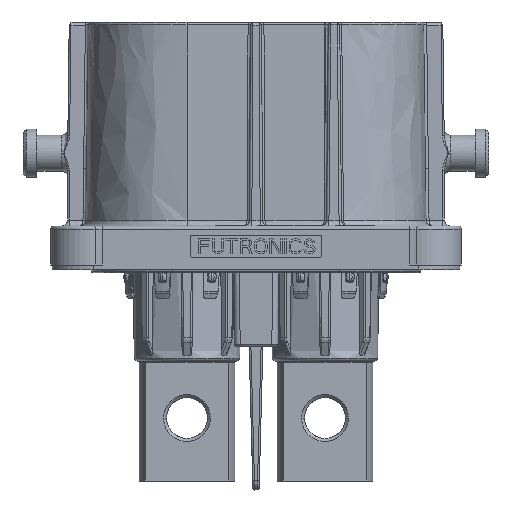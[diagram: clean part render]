
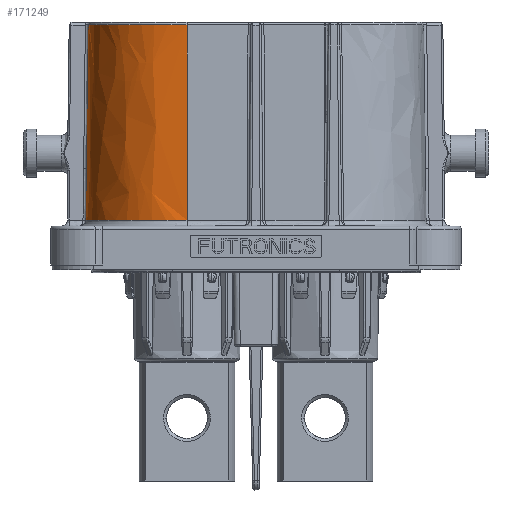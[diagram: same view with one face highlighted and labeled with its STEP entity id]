
A CAD part, left-side view. The second image highlights one B-rep face of the part: STEP entity #171249.
In plain terms, the highlighted free-form (B-spline) face has degree [2, 1] with [3, 2] control points.
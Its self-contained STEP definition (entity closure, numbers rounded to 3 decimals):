
#166518 = VERTEX_POINT('',#166519);
#166519 = CARTESIAN_POINT('',(-3.636,28.221,
    37.121));
#166539 = EDGE_CURVE('',#166518,#166540,#166542,.T.);
#166540 = VERTEX_POINT('',#166541);
#166541 = CARTESIAN_POINT('',(-20.242,11.615,
    37.121));
#166542 = ( BOUNDED_CURVE() B_SPLINE_CURVE(2,(#166543,#166544,#166545),
.UNSPECIFIED.,.F.,.F.) B_SPLINE_CURVE_WITH_KNOTS((3,3),(0.,
1.571),.PIECEWISE_BEZIER_KNOTS.) CURVE() 
GEOMETRIC_REPRESENTATION_ITEM() RATIONAL_B_SPLINE_CURVE((1.,
0.707,1.)) REPRESENTATION_ITEM('') );
#166543 = CARTESIAN_POINT('',(-3.636,28.221,
    37.121));
#166544 = CARTESIAN_POINT('',(-20.242,28.221,
    37.121));
#166545 = CARTESIAN_POINT('',(-20.242,11.615,
    37.121));
#169503 = EDGE_CURVE('',#169504,#166540,#169506,.T.);
#169504 = VERTEX_POINT('',#169505);
#169505 = CARTESIAN_POINT('',(-20.643,11.615,
    4.28));
#169506 = B_SPLINE_CURVE_WITH_KNOTS('',1,(#169507,#169508),
  .UNSPECIFIED.,.F.,.F.,(2,2),(0.,32.517),
  .PIECEWISE_BEZIER_KNOTS.);
#169507 = CARTESIAN_POINT('',(-20.643,11.615,
    4.28));
#169508 = CARTESIAN_POINT('',(-20.242,11.615,
    37.121));
#171218 = EDGE_CURVE('',#171219,#169504,#171221,.T.);
#171219 = VERTEX_POINT('',#171220);
#171220 = CARTESIAN_POINT('',(-3.68,28.622,
    4.28));
#171221 = ( BOUNDED_CURVE() B_SPLINE_CURVE(2,(#171222,#171223,#171224),
.UNSPECIFIED.,.F.,.F.) B_SPLINE_CURVE_WITH_KNOTS((3,3),(0.,
1.568),.PIECEWISE_BEZIER_KNOTS.) CURVE() 
GEOMETRIC_REPRESENTATION_ITEM() RATIONAL_B_SPLINE_CURVE((1.,
0.708,1.)) REPRESENTATION_ITEM('') );
#171222 = CARTESIAN_POINT('',(-3.68,28.622,
    4.28));
#171223 = CARTESIAN_POINT('',(-20.643,28.579,
    4.28));
#171224 = CARTESIAN_POINT('',(-20.643,11.615,
    4.28));
#171249 = ADVANCED_FACE('',(#171250),#171271,.T.);
#171250 = FACE_BOUND('',#171251,.T.);
#171251 = EDGE_LOOP('',(#171252,#171253,#171254,#171261,#171270));
#171252 = ORIENTED_EDGE('',*,*,#169503,.T.);
#171253 = ORIENTED_EDGE('',*,*,#166539,.F.);
#171254 = ORIENTED_EDGE('',*,*,#171255,.F.);
#171255 = EDGE_CURVE('',#171256,#166518,#171258,.T.);
#171256 = VERTEX_POINT('',#171257);
#171257 = CARTESIAN_POINT('',(-3.636,28.517,
    12.923));
#171258 = B_SPLINE_CURVE_WITH_KNOTS('',1,(#171259,#171260),
  .UNSPECIFIED.,.F.,.F.,(2,2),(0.,23.959),
  .PIECEWISE_BEZIER_KNOTS.);
#171259 = CARTESIAN_POINT('',(-3.636,28.517,
    12.923));
#171260 = CARTESIAN_POINT('',(-3.636,28.221,
    37.121));
#171261 = ORIENTED_EDGE('',*,*,#171262,.F.);
#171262 = EDGE_CURVE('',#171219,#171256,#171263,.T.);
#171263 = B_SPLINE_CURVE_WITH_KNOTS('',3,(#171264,#171265,#171266,
    #171267,#171268,#171269),.UNSPECIFIED.,.F.,.F.,(4,1,1,4),(0.,
    0.333,0.667,1.),.UNSPECIFIED.);
#171264 = CARTESIAN_POINT('',(-3.68,28.622,
    4.28));
#171265 = CARTESIAN_POINT('',(-3.675,28.611,
    5.242));
#171266 = CARTESIAN_POINT('',(-3.665,28.587,
    7.165));
#171267 = CARTESIAN_POINT('',(-3.651,28.552,
    10.046));
#171268 = CARTESIAN_POINT('',(-3.641,28.529,
    11.964));
#171269 = CARTESIAN_POINT('',(-3.636,28.517,
    12.923));
#171270 = ORIENTED_EDGE('',*,*,#171218,.T.);
#171271 = ( BOUNDED_SURFACE() B_SPLINE_SURFACE(2,1,(
    (#171272,#171273)
    ,(#171274,#171275)
    ,(#171276,#171277
)),.UNSPECIFIED.,.F.,.F.,.F.) B_SPLINE_SURFACE_WITH_KNOTS((3,3),(2,2),(
    0.,1.571),(-16.258,16.258),
.PIECEWISE_BEZIER_KNOTS.) GEOMETRIC_REPRESENTATION_ITEM() 
RATIONAL_B_SPLINE_SURFACE((
    (1.,1.)
    ,(0.707,0.707)
,(1.,1.))) REPRESENTATION_ITEM('') SURFACE() );
#171272 = CARTESIAN_POINT('',(-20.242,11.615,
    37.121));
#171273 = CARTESIAN_POINT('',(-20.643,11.615,
    4.28));
#171274 = CARTESIAN_POINT('',(-20.242,28.221,
    37.121));
#171275 = CARTESIAN_POINT('',(-20.643,28.622,
    4.28));
#171276 = CARTESIAN_POINT('',(-3.636,28.221,
    37.121));
#171277 = CARTESIAN_POINT('',(-3.636,28.622,
    4.28));
